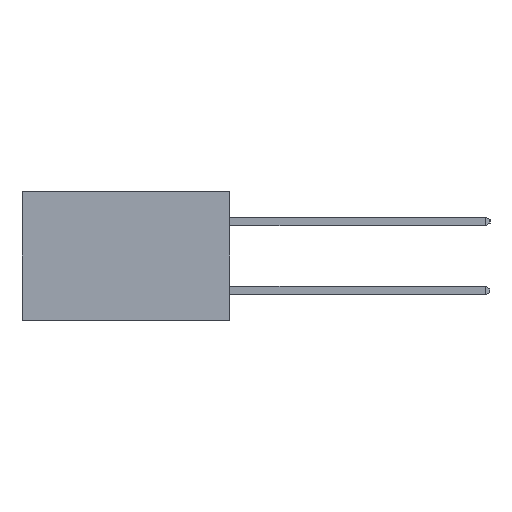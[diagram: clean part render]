
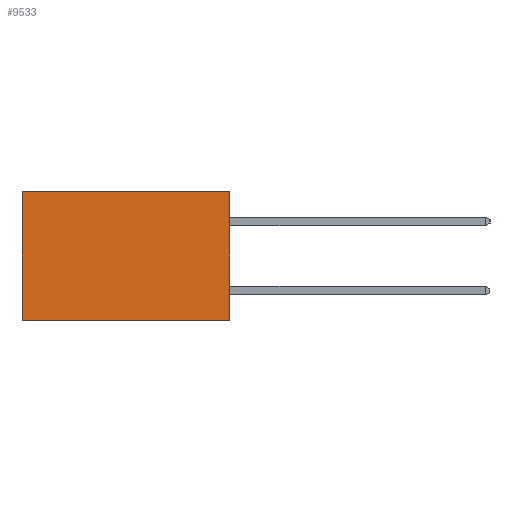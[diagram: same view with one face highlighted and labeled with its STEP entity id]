
A CAD part, left-side view. The second image highlights one B-rep face of the part: STEP entity #9533.
In plain terms, the highlighted planar face has unit normal (-1, 0, 0).
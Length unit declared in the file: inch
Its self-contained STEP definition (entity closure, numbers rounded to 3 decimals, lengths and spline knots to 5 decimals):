
#143 = ORIENTED_EDGE ( 'NONE', *, *, #7602, .F. ) ;
#287 = DIRECTION ( 'NONE',  ( 0., 0., -1. ) ) ;
#475 = LINE ( 'NONE', #5759, #11000 ) ;
#542 = EDGE_CURVE ( 'NONE', #9963, #8140, #6684, .T. ) ;
#1314 = CARTESIAN_POINT ( 'NONE',  ( 0.298, 0., 0. ) ) ;
#1740 = CARTESIAN_POINT ( 'NONE',  ( 0.298, 0., -0.37 ) ) ;
#2858 = VERTEX_POINT ( 'NONE', #1740 ) ;
#3531 = DIRECTION ( 'NONE',  ( 0., 1., 0. ) ) ;
#4445 = EDGE_LOOP ( 'NONE', ( #6882, #143, #10272, #4616 ) ) ;
#4616 = ORIENTED_EDGE ( 'NONE', *, *, #12351, .T. ) ;
#5092 = CARTESIAN_POINT ( 'NONE',  ( 0.298, 0.6, 0. ) ) ;
#5225 = EDGE_CURVE ( 'NONE', #7991, #2858, #11372, .T. ) ;
#5497 = CARTESIAN_POINT ( 'NONE',  ( 0.298, 0., 0. ) ) ;
#5701 = DIRECTION ( 'NONE',  ( 0., 1., 0. ) ) ;
#5759 = CARTESIAN_POINT ( 'NONE',  ( 0.298, 0., -0.37 ) ) ;
#5872 = VECTOR ( 'NONE', #7169, 39.37008 ) ;
#6217 = CARTESIAN_POINT ( 'NONE',  ( 0.298, 0.6, -0.37 ) ) ;
#6441 = PLANE ( 'NONE',  #12012 ) ;
#6478 = DIRECTION ( 'NONE',  ( 0., 0., -1. ) ) ;
#6684 = LINE ( 'NONE', #6732, #11535 ) ;
#6732 = CARTESIAN_POINT ( 'NONE',  ( 0.298, 0.6, 0. ) ) ;
#6882 = ORIENTED_EDGE ( 'NONE', *, *, #542, .T. ) ;
#7169 = DIRECTION ( 'NONE',  ( 0., 0., -1. ) ) ;
#7602 = EDGE_CURVE ( 'NONE', #2858, #8140, #475, .T. ) ;
#7991 = VERTEX_POINT ( 'NONE', #1314 ) ;
#8140 = VERTEX_POINT ( 'NONE', #6217 ) ;
#9447 = CARTESIAN_POINT ( 'NONE',  ( 0.298, 0., 0. ) ) ;
#9533 = ADVANCED_FACE ( 'NONE', ( #12001 ), #6441, .F. ) ;
#9769 = CARTESIAN_POINT ( 'NONE',  ( 0.298, 0., 0. ) ) ;
#9899 = LINE ( 'NONE', #9447, #10202 ) ;
#9963 = VERTEX_POINT ( 'NONE', #5092 ) ;
#10202 = VECTOR ( 'NONE', #3531, 39.37008 ) ;
#10272 = ORIENTED_EDGE ( 'NONE', *, *, #5225, .F. ) ;
#11000 = VECTOR ( 'NONE', #5701, 39.37008 ) ;
#11372 = LINE ( 'NONE', #9769, #5872 ) ;
#11535 = VECTOR ( 'NONE', #287, 39.37008 ) ;
#12001 = FACE_OUTER_BOUND ( 'NONE', #4445, .T. ) ;
#12012 = AXIS2_PLACEMENT_3D ( 'NONE', #5497, #12271, #6478 ) ;
#12271 = DIRECTION ( 'NONE',  ( 1., 0., 0. ) ) ;
#12351 = EDGE_CURVE ( 'NONE', #7991, #9963, #9899, .T. ) ;
